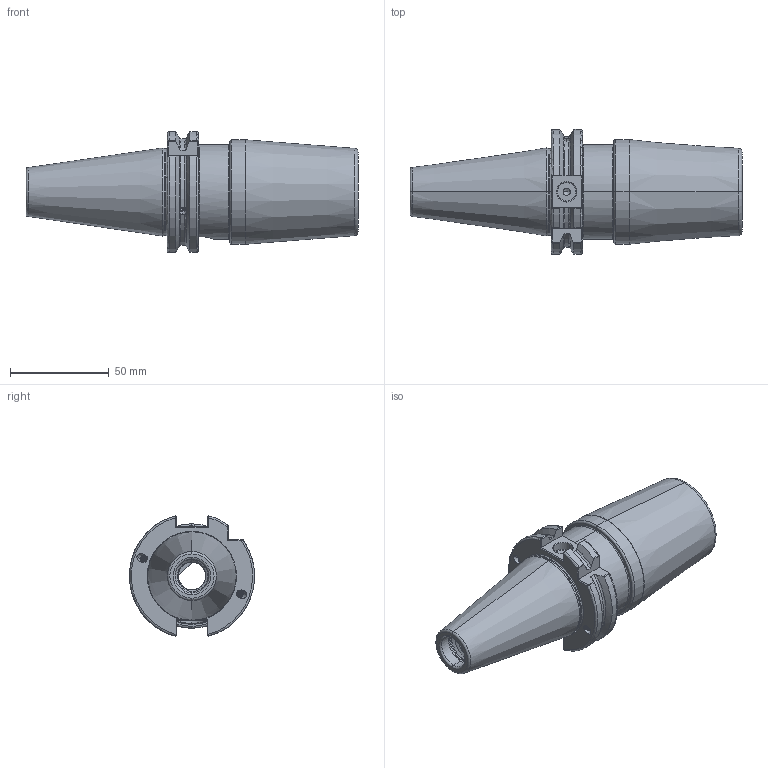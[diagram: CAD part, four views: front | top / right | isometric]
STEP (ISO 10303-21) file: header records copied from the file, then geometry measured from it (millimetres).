
FILE_DESCRIPTION (( 'STEP AP203' ), '1' );
FILE_NAME ('403.70.25.STEP', '2016-11-14T10:58:09', ( '' ), ( '' ), 'SwSTEP 2.0', 'SolidWorks 2012', '' );
FILE_SCHEMA (( 'CONFIG_CONTROL_DESIGN' ));
Length unit declared in the file: millimetre
Products named in the file (1): 403.70.25
Bounding box: 168.4 x 63.41 x 61.24 mm (x, y, z)
Volume: 216317 mm3; surface area: 41100.1 mm2
Topology: 1 solids, 1 shells, 310 faces, 854 edges, 533 vertices
Faces by surface type: cylinder 157, plane 47, cone 43, torus 42, bspline 21
Entity records: 19918 total; most frequent: CARTESIAN_POINT 12949, ORIENTED_EDGE 1680, DIRECTION 1210, EDGE_CURVE 840, VERTEX_POINT 533, AXIS2_PLACEMENT_3D 477, EDGE_LOOP 321, FACE_OUTER_BOUND 310
